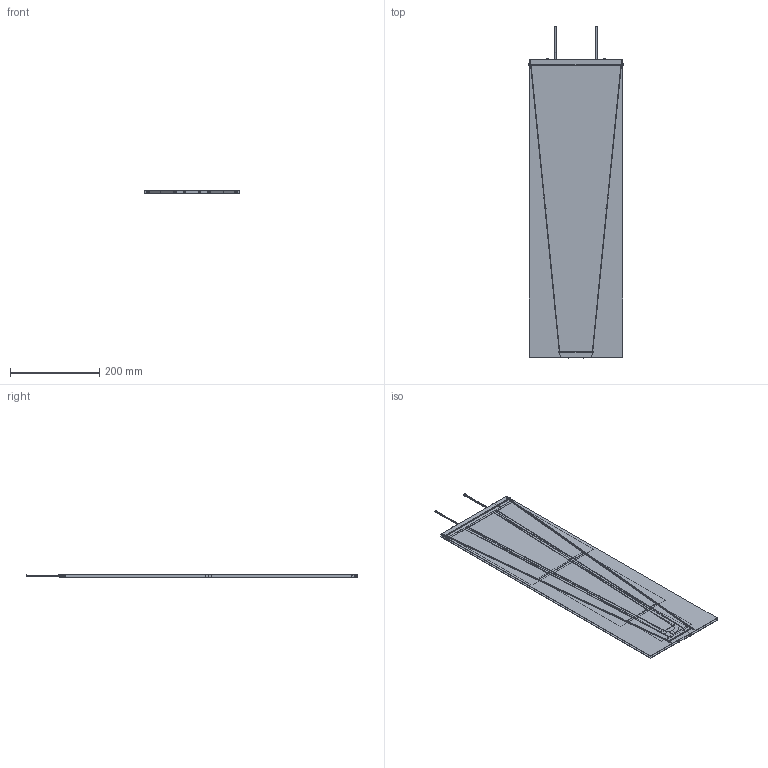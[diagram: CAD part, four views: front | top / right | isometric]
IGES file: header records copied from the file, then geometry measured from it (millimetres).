
Start section:  PTC IGES file: petalo_asm.igs
Global section: file name: petalo_asm.igs; native system: Pro/ENGINEER by Parametric Technology Corporation; preprocessor: 2007160; author: santoyo; organization: Unknown; date: 20080723.201806; units: inch
Bounding box: 212.01 x 745.97 x 7.29 mm (x, y, z)
Volume: 604981.3 mm3; surface area: 3822224 mm2
Topology: 53 solids, 53 shells, 976 faces, 4472 edges, 5508 vertices
Faces by surface type: bspline 820, revolution 156
